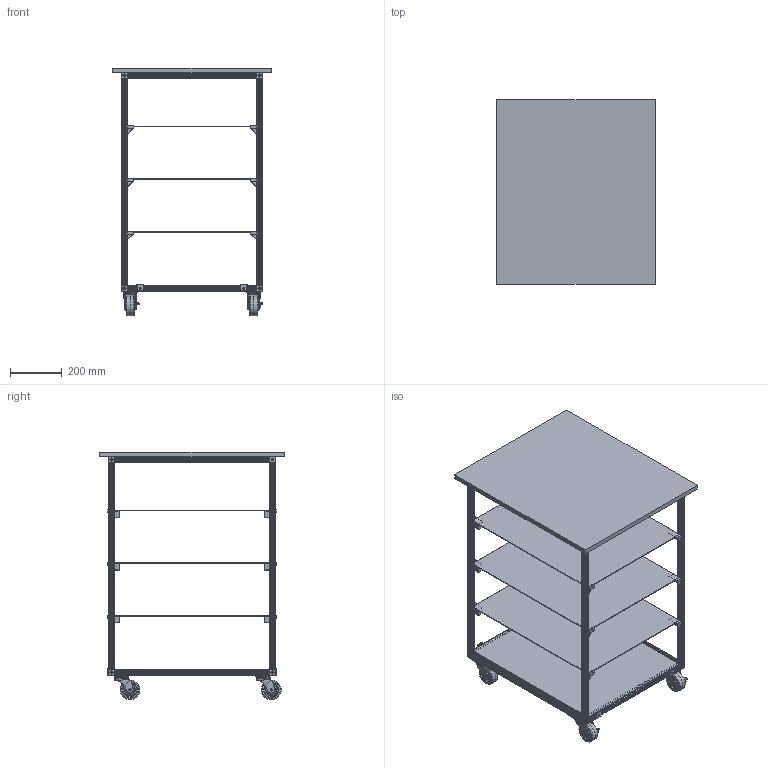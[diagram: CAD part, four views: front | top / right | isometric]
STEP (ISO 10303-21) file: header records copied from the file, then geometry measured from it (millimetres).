
FILE_DESCRIPTION(/* description */ (''),/* implementation_level */ '2;1');
FILE_NAME(/* name */ 'Project Cart v1 v9.step',/* time_stamp */ '2025-08-21T15:38:22-07:00',/* author */ (''),/* organization */ (''),/* preprocessor_version */ 'ST-DEVELOPER v20.1',/* originating_system */ 'Autodesk Translation Framework v14.10.0.0',/* authorisation */ '');
FILE_SCHEMA (('AUTOMOTIVE_DESIGN { 1 0 10303 214 3 1 1 }'));
Length unit declared in the file: millimetre
Products named in the file (31): Project Cart v1; 500mm 2020; 600mm 2020; 500mm 2020_1; 600mm 2020_1; 5537T9_T-Slotted Framing; corner cube 2020 v slot; 600mm 2020_2; 600mm 2020_3; 600mm 2020_4; 600mm 2020_5; 5537T9_T-Slotted Framing_1; 800mm 2020; 600mm 2020_6; 5537T9_T-Slotted Framing_2; 2020 shelf bracket; 2020 shelf bracket_1; 2020 shelf bracket_2; 2020 shelf bracket_3; Top Shelf; 2020 shelf bracket_4; 2020 shelf bracket_5; Bracket; 2020 shelf bracket v9(Mirror); Bracket(Mirror); 2020 shelf bracket v9(Mirror) (1); Bracket(Mirror) (1); Shelf; 2358T26_Static-Control Plate Caster; 2020 front bracket; Bracket_1
Assembly tree (65 placements, depth 4):
  Project Cart v1
    corner cube 2020 v slot  x9
    800mm 2020  x4
      600mm 2020_6
        5537T9_T-Slotted Framing_2
    600mm 2020_2  x3
      600mm 2020_3
        5537T9_T-Slotted Framing_1
    500mm 2020_1  x3
      600mm 2020_1
        5537T9_T-Slotted Framing
    500mm 2020
      600mm 2020
        5537T9_T-Slotted Framing
    600mm 2020_4
      600mm 2020_5
        5537T9_T-Slotted Framing_1
    Shelf  x4
    2020 shelf bracket
      Bracket
    2020 shelf bracket_1
      Bracket
    2020 shelf bracket_2
      Bracket
    2020 shelf bracket_3
      Bracket
    Top Shelf
    2020 shelf bracket_4
      Bracket
    2020 shelf bracket_5
      Bracket
    2020 shelf bracket v9(Mirror)  x3
      Bracket(Mirror)
    2020 shelf bracket v9(Mirror) (1)  x3
      Bracket(Mirror) (1)
    2358T26_Static-Control Plate Caster  x4
    2020 front bracket  x4
      Bracket_1
Bounding box: 610 x 710 x 953.25 mm (x, y, z)
Volume: 13852542.7 mm3; surface area: 5085483.2 mm2
Topology: 122 solids, 122 shells, 3412 faces, 8194 edges, 5005 vertices
Faces by surface type: plane 2275, cylinder 825, torus 132, cone 68, bspline 64, sphere 48
Full cylindrical faces by diameter (mm): 4.191 x4, 4.3 x12, 5.8 x16, 6.35 x28, 7 x27, 7.62 x4, 8.382 x8, 9 x12, 12 x54, 13.335 x4, 19.05 x8, 20.637 x4, 24.765 x4, 26.67 x4
Entity records: 27868 total; most frequent: CARTESIAN_POINT 7383, DIRECTION 4279, ORIENTED_EDGE 3940, EDGE_CURVE 1970, AXIS2_PLACEMENT_3D 1442, LINE 1395, VECTOR 1395, VERTEX_POINT 1216
